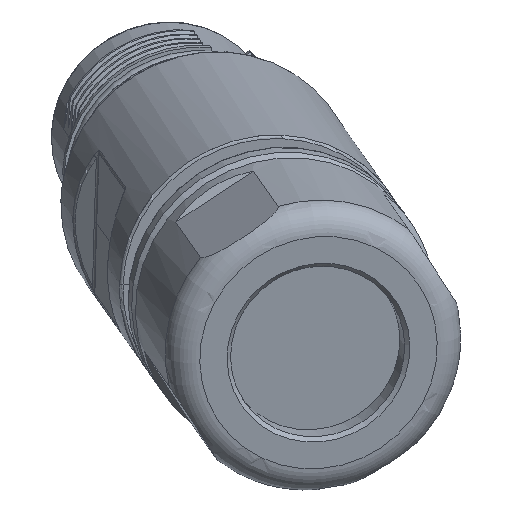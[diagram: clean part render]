
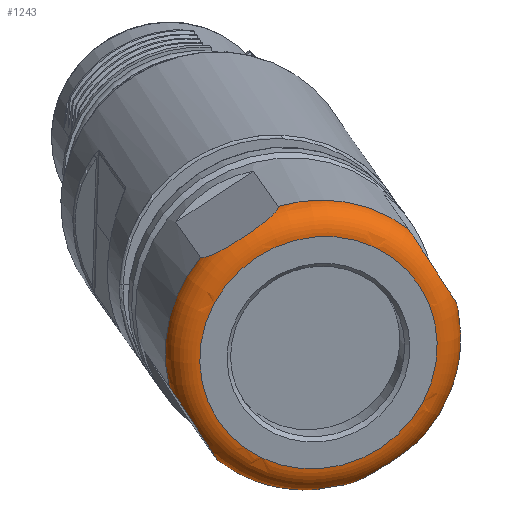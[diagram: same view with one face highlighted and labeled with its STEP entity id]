
A CAD part, front view. The second image highlights one B-rep face of the part: STEP entity #1243.
In plain terms, the highlighted toroidal (fillet/blend) face has major radius 8.25 mm and minor radius 2 mm.
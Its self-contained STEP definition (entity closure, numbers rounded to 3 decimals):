
#800=TOROIDAL_SURFACE('',#12333,8.25,2.);
#1243=ADVANCED_FACE('',(#2214,#2215),#800,.T.);
#2214=FACE_BOUND('',#2335,.T.);
#2215=FACE_BOUND('',#2336,.T.);
#2335=EDGE_LOOP('',(#4479));
#2336=EDGE_LOOP('',(#4480,#4481,#4482,#4483,#4484,#4485,#4486,#4487,#4488,
#4489));
#3112=CIRCLE('',#12318,10.25);
#3113=CIRCLE('',#12319,10.25);
#3114=CIRCLE('',#12320,10.25);
#3115=CIRCLE('',#12321,10.25);
#3118=CIRCLE('',#12329,8.25);
#3423=B_SPLINE_CURVE_WITH_KNOTS('',3,(#15981,#15982,#15983,#15984,#15985,
#15986,#15987,#15988,#15989,#15990),.UNSPECIFIED.,.F.,.F.,(4,2,2,2,4),(0.,
0.5,0.625,0.75,1.),.UNSPECIFIED.);
#3424=B_SPLINE_CURVE_WITH_KNOTS('',3,(#15992,#15993,#15994,#15995,#15996,
#15997,#15998,#15999,#16000,#16001,#16002,#16003),.UNSPECIFIED.,.F.,.F.,
(4,2,2,2,2,4),(0.,0.125,0.25,0.5,
0.75,1.),.UNSPECIFIED.);
#3425=B_SPLINE_CURVE_WITH_KNOTS('',3,(#16004,#16005,#16006,#16007,#16008,
#16009,#16010,#16011,#16012,#16013,#16014,#16015,#16016,#16017),
 .UNSPECIFIED.,.F.,.F.,(4,2,2,2,2,2,4),(0.,0.25,0.375,0.5,0.625,0.75,1.),
 .UNSPECIFIED.);
#3426=B_SPLINE_CURVE_WITH_KNOTS('',3,(#16018,#16019,#16020,#16021,#16022,
#16023,#16024,#16025,#16026,#16027,#16028,#16029,#16030,#16031),
 .UNSPECIFIED.,.F.,.F.,(4,2,2,2,2,2,4),(0.,0.25,0.375,
0.5,0.625,0.75,1.),.UNSPECIFIED.);
#3427=B_SPLINE_CURVE_WITH_KNOTS('',3,(#16032,#16033,#16034,#16035,#16036,
#16037,#16038,#16039,#16040,#16041),.UNSPECIFIED.,.F.,.F.,(4,2,2,2,4),(0.,
0.5,0.625,0.75,1.),.UNSPECIFIED.);
#3428=B_SPLINE_CURVE_WITH_KNOTS('',3,(#16043,#16044,#16045,#16046,#16047,
#16048),.UNSPECIFIED.,.F.,.F.,(4,2,4),(0.,0.5,1.),.UNSPECIFIED.);
#4479=ORIENTED_EDGE('',*,*,#9396,.F.);
#4480=ORIENTED_EDGE('',*,*,#9398,.T.);
#4481=ORIENTED_EDGE('',*,*,#9399,.T.);
#4482=ORIENTED_EDGE('',*,*,#9389,.F.);
#4483=ORIENTED_EDGE('',*,*,#9400,.F.);
#4484=ORIENTED_EDGE('',*,*,#9384,.F.);
#4485=ORIENTED_EDGE('',*,*,#9401,.F.);
#4486=ORIENTED_EDGE('',*,*,#9380,.F.);
#4487=ORIENTED_EDGE('',*,*,#9402,.T.);
#4488=ORIENTED_EDGE('',*,*,#9403,.T.);
#4489=ORIENTED_EDGE('',*,*,#9393,.F.);
#8160=VERTEX_POINT('',#15913);
#8164=VERTEX_POINT('',#15926);
#8165=VERTEX_POINT('',#15928);
#8168=VERTEX_POINT('',#15937);
#8169=VERTEX_POINT('',#15939);
#8173=VERTEX_POINT('',#15953);
#8174=VERTEX_POINT('',#15955);
#8177=VERTEX_POINT('',#15964);
#8180=VERTEX_POINT('',#15976);
#8182=VERTEX_POINT('',#15991);
#8183=VERTEX_POINT('',#16042);
#9380=EDGE_CURVE('',#8164,#8165,#3112,.T.);
#9384=EDGE_CURVE('',#8168,#8169,#3113,.T.);
#9389=EDGE_CURVE('',#8173,#8174,#3114,.T.);
#9393=EDGE_CURVE('',#8177,#8160,#3115,.T.);
#9396=EDGE_CURVE('',#8180,#8180,#3118,.T.);
#9398=EDGE_CURVE('',#8177,#8182,#3423,.T.);
#9399=EDGE_CURVE('',#8182,#8174,#3424,.T.);
#9400=EDGE_CURVE('',#8169,#8173,#3425,.T.);
#9401=EDGE_CURVE('',#8165,#8168,#3426,.T.);
#9402=EDGE_CURVE('',#8164,#8183,#3427,.T.);
#9403=EDGE_CURVE('',#8183,#8160,#3428,.T.);
#12318=AXIS2_PLACEMENT_3D('',#15927,#13334,#13335);
#12319=AXIS2_PLACEMENT_3D('',#15938,#13338,#13339);
#12320=AXIS2_PLACEMENT_3D('',#15954,#13342,#13343);
#12321=AXIS2_PLACEMENT_3D('',#15965,#13346,#13347);
#12329=AXIS2_PLACEMENT_3D('',#15975,#13362,#13363);
#12333=AXIS2_PLACEMENT_3D('',#16049,#13370,#13371);
#13334=DIRECTION('',(-0.198,0.939,0.282));
#13335=DIRECTION('',(0.953,0.117,0.279));
#13338=DIRECTION('',(-0.198,0.939,0.282));
#13339=DIRECTION('',(0.229,0.324,-0.918));
#13342=DIRECTION('',(-0.198,0.939,0.282));
#13343=DIRECTION('',(-0.953,-0.117,-0.279));
#13346=DIRECTION('',(-0.198,0.939,0.282));
#13347=DIRECTION('',(-0.229,-0.324,0.918));
#13362=DIRECTION('',(0.198,-0.939,-0.282));
#13363=DIRECTION('',(-0.512,-0.344,0.787));
#13370=DIRECTION('',(0.198,-0.939,-0.282));
#13371=DIRECTION('',(-0.513,-0.344,0.786));
#15913=CARTESIAN_POINT('',(38.891,-9.565,2.011));
#15926=CARTESIAN_POINT('',(42.128,-7.387,-2.967));
#15927=CARTESIAN_POINT('',(32.359,-8.59,-5.827));
#15928=CARTESIAN_POINT('',(39.992,-5.195,-11.766));
#15937=CARTESIAN_POINT('',(34.705,-5.269,-15.236));
#15938=CARTESIAN_POINT('',(32.359,-8.59,-5.827));
#15939=CARTESIAN_POINT('',(25.826,-7.615,-13.665));
#15953=CARTESIAN_POINT('',(22.59,-9.793,-8.687));
#15954=CARTESIAN_POINT('',(32.359,-8.59,-5.827));
#15955=CARTESIAN_POINT('',(24.726,-11.985,0.112));
#15964=CARTESIAN_POINT('',(30.013,-11.911,3.582));
#15965=CARTESIAN_POINT('',(32.359,-8.59,-5.827));
#15975=CARTESIAN_POINT('',(32.755,-10.467,-6.391));
#15976=CARTESIAN_POINT('',(28.533,-13.309,0.103));
#15981=CARTESIAN_POINT('',(30.013,-11.911,3.582));
#15982=CARTESIAN_POINT('',(30.082,-12.241,3.483));
#15983=CARTESIAN_POINT('',(29.876,-12.583,3.199));
#15984=CARTESIAN_POINT('',(29.354,-12.867,2.736));
#15985=CARTESIAN_POINT('',(29.24,-12.916,2.639));
#15986=CARTESIAN_POINT('',(28.992,-13.003,2.44));
#15987=CARTESIAN_POINT('',(28.886,-13.034,2.358));
#15988=CARTESIAN_POINT('',(28.377,-13.147,1.978));
#15989=CARTESIAN_POINT('',(28.017,-13.184,1.727));
#15990=CARTESIAN_POINT('',(27.631,-13.19,1.474));
#15991=CARTESIAN_POINT('',(27.631,-13.19,1.474));
#15992=CARTESIAN_POINT('',(27.631,-13.19,1.474));
#15993=CARTESIAN_POINT('',(27.427,-13.192,1.34));
#15994=CARTESIAN_POINT('',(27.28,-13.188,1.245));
#15995=CARTESIAN_POINT('',(26.945,-13.166,1.035));
#15996=CARTESIAN_POINT('',(26.782,-13.149,0.936));
#15997=CARTESIAN_POINT('',(26.305,-13.076,0.657));
#15998=CARTESIAN_POINT('',(26.,-13.,0.497));
#15999=CARTESIAN_POINT('',(25.425,-12.772,0.222));
#16000=CARTESIAN_POINT('',(25.24,-12.659,0.158));
#16001=CARTESIAN_POINT('',(24.876,-12.333,0.064));
#16002=CARTESIAN_POINT('',(24.762,-12.155,0.061));
#16003=CARTESIAN_POINT('',(24.726,-11.985,0.112));
#16004=CARTESIAN_POINT('',(25.826,-7.615,-13.665));
#16005=CARTESIAN_POINT('',(25.895,-7.94,-13.763));
#16006=CARTESIAN_POINT('',(25.82,-8.332,-13.64));
#16007=CARTESIAN_POINT('',(25.478,-8.961,-13.106));
#16008=CARTESIAN_POINT('',(25.352,-9.141,-12.909));
#16009=CARTESIAN_POINT('',(24.95,-9.58,-12.288));
#16010=CARTESIAN_POINT('',(24.728,-9.771,-11.946));
#16011=CARTESIAN_POINT('',(24.223,-10.113,-11.169));
#16012=CARTESIAN_POINT('',(23.948,-10.244,-10.748));
#16013=CARTESIAN_POINT('',(23.536,-10.373,-10.117));
#16014=CARTESIAN_POINT('',(23.341,-10.392,-9.819));
#16015=CARTESIAN_POINT('',(22.877,-10.328,-9.114));
#16016=CARTESIAN_POINT('',(22.657,-10.113,-8.783));
#16017=CARTESIAN_POINT('',(22.59,-9.793,-8.687));
#16018=CARTESIAN_POINT('',(39.992,-5.195,-11.766));
#16019=CARTESIAN_POINT('',(40.061,-5.52,-11.864));
#16020=CARTESIAN_POINT('',(39.898,-5.823,-12.102));
#16021=CARTESIAN_POINT('',(39.291,-6.182,-12.653));
#16022=CARTESIAN_POINT('',(39.073,-6.269,-12.833));
#16023=CARTESIAN_POINT('',(38.397,-6.425,-13.341));
#16024=CARTESIAN_POINT('',(38.028,-6.468,-13.6));
#16025=CARTESIAN_POINT('',(37.204,-6.48,-14.141));
#16026=CARTESIAN_POINT('',(36.763,-6.439,-14.41));
#16027=CARTESIAN_POINT('',(36.108,-6.318,-14.782));
#16028=CARTESIAN_POINT('',(35.802,-6.224,-14.94));
#16029=CARTESIAN_POINT('',(35.089,-5.903,-15.264));
#16030=CARTESIAN_POINT('',(34.772,-5.589,-15.332));
#16031=CARTESIAN_POINT('',(34.705,-5.269,-15.236));
#16032=CARTESIAN_POINT('',(42.128,-7.387,-2.967));
#16033=CARTESIAN_POINT('',(42.197,-7.714,-3.065));
#16034=CARTESIAN_POINT('',(42.101,-8.161,-2.909));
#16035=CARTESIAN_POINT('',(41.809,-8.672,-2.454));
#16036=CARTESIAN_POINT('',(41.744,-8.771,-2.353));
#16037=CARTESIAN_POINT('',(41.602,-8.962,-2.132));
#16038=CARTESIAN_POINT('',(41.54,-9.038,-2.036));
#16039=CARTESIAN_POINT('',(41.244,-9.359,-1.577));
#16040=CARTESIAN_POINT('',(41.03,-9.541,-1.248));
#16041=CARTESIAN_POINT('',(40.798,-9.7,-0.891));
#16042=CARTESIAN_POINT('',(40.798,-9.7,-0.891));
#16043=CARTESIAN_POINT('',(40.798,-9.7,-0.891));
#16044=CARTESIAN_POINT('',(40.363,-9.998,-0.222));
#16045=CARTESIAN_POINT('',(39.938,-10.161,0.429));
#16046=CARTESIAN_POINT('',(39.246,-10.142,1.484));
#16047=CARTESIAN_POINT('',(38.964,-9.912,1.907));
#16048=CARTESIAN_POINT('',(38.891,-9.565,2.011));
#16049=CARTESIAN_POINT('',(32.359,-8.59,-5.827));
